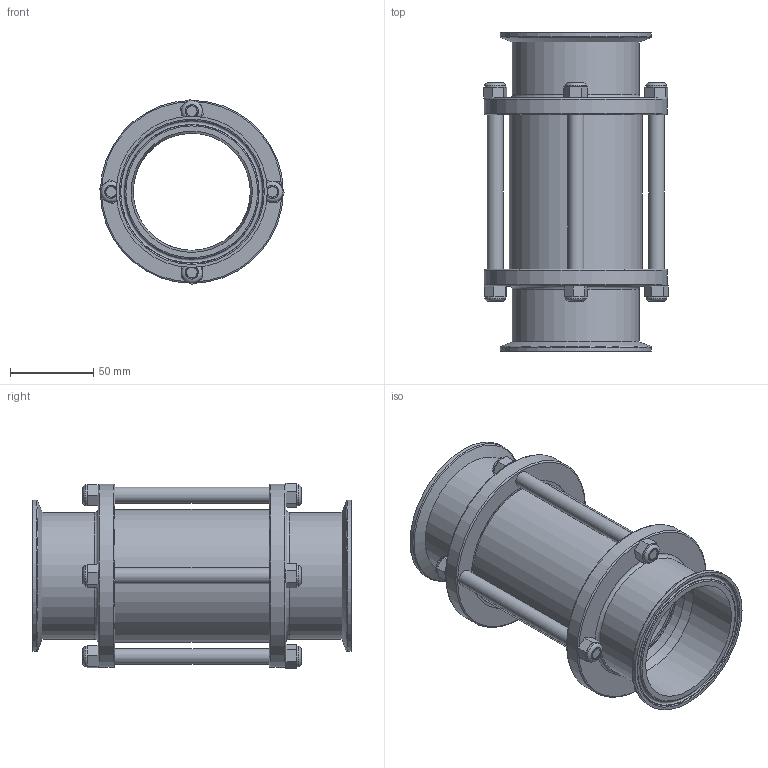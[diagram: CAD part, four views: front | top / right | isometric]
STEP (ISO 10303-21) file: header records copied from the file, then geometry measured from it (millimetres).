
FILE_DESCRIPTION(/* description */ ('STEP AP203'),/* implementation_level */ '2;1');
FILE_NAME(/* name */ '54BMPS-3.00.stp',/* time_stamp */ '2024-03-11T11:04:19-04:00',/* author */ ('brad'),/* organization */ (''),/* preprocessor_version */ 'ST-DEVELOPER v20',/* originating_system */ 'Autodesk Inventor 2024',/* authorisation */ '');
FILE_SCHEMA (('AUTOMOTIVE_DESIGN { 1 0 10303 214 3 1 1 }'));
Length unit declared in the file: millimetre
Products named in the file (6): 3¦T§¨µøµ¡(¾ã²Õ
); 3¦Tµøµ¡¬Á¼þ; 3¦Tµøµ¡¹Ô¤ù; 3¦Tµøµ¡¥»Åé; 2.5-6µøµ¡Á³±ì; µøµ¡Á³¥À
Assembly tree (17 placements, depth 2):
  3¦T§¨µøµ¡(¾ã²Õ
)
    3¦Tµøµ¡¥»Åé  x2
    3¦Tµøµ¡¹Ô¤ù  x2
    3¦Tµøµ¡¬Á¼þ
    2.5-6µøµ¡Á³±ì  x4
    µøµ¡Á³¥À  x8
Bounding box: 111.24 x 191.5 x 111.37 mm (x, y, z)
Volume: 298229.1 mm3; surface area: 165924.3 mm2
Topology: 17 solids, 17 shells, 1122 faces, 3122 edges, 2050 vertices
Faces by surface type: cone 800, plane 154, cylinder 144, torus 24
Full cylindrical faces by diameter (mm): 8.2 x8, 9.5 x4, 12.6 x8, 70.4 x3, 72.4 x2, 72.9 x2, 76.2 x2, 80 x1, 80.5 x2, 84.1 x2, 84.3 x2, 90.9 x2, 110 x2
Entity records: 8825 total; most frequent: CARTESIAN_POINT 1975, DIRECTION 1577, ORIENTED_EDGE 1334, AXIS2_PLACEMENT_3D 680, EDGE_CURVE 667, VERTEX_POINT 439, CIRCLE 413, EDGE_LOOP 266
